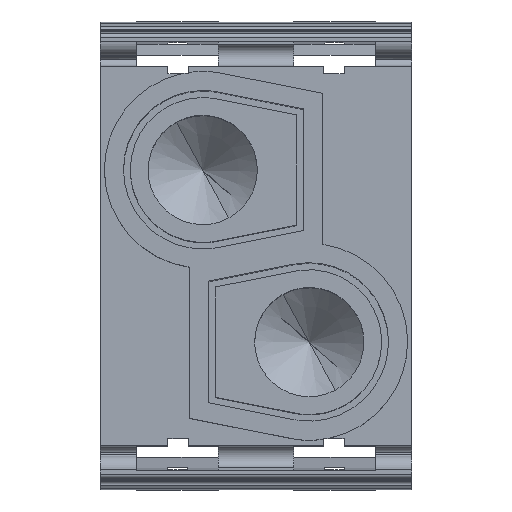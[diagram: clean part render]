
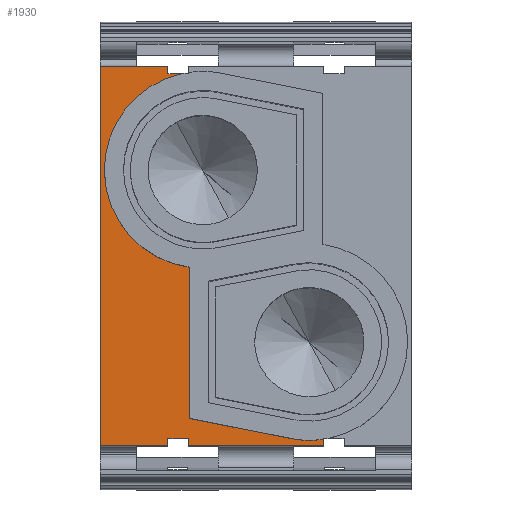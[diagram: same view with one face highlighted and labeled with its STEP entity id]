
A CAD part, top view. The second image highlights one B-rep face of the part: STEP entity #1930.
In plain terms, the highlighted planar face has unit normal (0, 0, 1).
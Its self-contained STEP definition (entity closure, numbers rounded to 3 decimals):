
#1824=AXIS2_PLACEMENT_3D('Plane Axis2P3D',#1821,#1822,#1823) ;
#1882=AXIS2_PLACEMENT_3D('Circle Axis2P3D',#1880,#1881,$) ;
#1889=AXIS2_PLACEMENT_3D('Circle Axis2P3D',#1887,#1888,$) ;
#1910=AXIS2_PLACEMENT_3D('Circle Axis2P3D',#1908,#1909,$) ;
#42=CARTESIAN_POINT('Vertex',(0.,31.03,38.05)) ;
#616=CARTESIAN_POINT('Vertex',(0.,3.23,38.05)) ;
#619=CARTESIAN_POINT('Line Origine',(0.,17.13,38.05)) ;
#1729=CARTESIAN_POINT('Vertex',(16.35,3.707,38.05)) ;
#1732=CARTESIAN_POINT('Line Origine',(16.35,3.468,38.05)) ;
#1736=CARTESIAN_POINT('Vertex',(16.35,3.23,38.05)) ;
#1821=CARTESIAN_POINT('Axis2P3D Location',(0.,0.005,38.05)) ;
#1826=CARTESIAN_POINT('Line Origine',(5.494,30.48,38.05)) ;
#1830=CARTESIAN_POINT('Vertex',(4.95,30.48,38.05)) ;
#1832=CARTESIAN_POINT('Vertex',(6.038,30.48,38.05)) ;
#1835=CARTESIAN_POINT('Line Origine',(4.95,30.755,38.05)) ;
#1839=CARTESIAN_POINT('Vertex',(4.95,31.03,38.05)) ;
#1842=CARTESIAN_POINT('Line Origine',(2.475,31.03,38.05)) ;
#1847=CARTESIAN_POINT('Line Origine',(2.475,3.23,38.05)) ;
#1851=CARTESIAN_POINT('Vertex',(4.95,3.23,38.05)) ;
#1854=CARTESIAN_POINT('Line Origine',(4.95,3.505,38.05)) ;
#1858=CARTESIAN_POINT('Vertex',(4.95,3.78,38.05)) ;
#1861=CARTESIAN_POINT('Line Origine',(5.7,3.78,38.05)) ;
#1865=CARTESIAN_POINT('Vertex',(6.45,3.78,38.05)) ;
#1868=CARTESIAN_POINT('Line Origine',(6.45,3.505,38.05)) ;
#1872=CARTESIAN_POINT('Vertex',(6.45,3.23,38.05)) ;
#1875=CARTESIAN_POINT('Line Origine',(11.4,3.23,38.05)) ;
#1880=CARTESIAN_POINT('Axis2P3D Location',(15.3,10.833,38.05)) ;
#1884=CARTESIAN_POINT('Vertex',(15.3,3.63,38.05)) ;
#1887=CARTESIAN_POINT('Axis2P3D Location',(15.3,10.835,38.05)) ;
#1891=CARTESIAN_POINT('Vertex',(13.904,3.767,38.05)) ;
#1894=CARTESIAN_POINT('Line Origine',(10.202,4.498,38.05)) ;
#1898=CARTESIAN_POINT('Vertex',(6.5,5.23,38.05)) ;
#1901=CARTESIAN_POINT('Line Origine',(6.5,10.765,38.05)) ;
#1905=CARTESIAN_POINT('Vertex',(6.5,16.3,38.05)) ;
#1908=CARTESIAN_POINT('Axis2P3D Location',(7.5,23.43,38.05)) ;
#620=DIRECTION('Vector Direction',(0.,-1.,0.)) ;
#1733=DIRECTION('Vector Direction',(0.,1.,0.)) ;
#1822=DIRECTION('Axis2P3D Direction',(0.,0.,1.)) ;
#1823=DIRECTION('Axis2P3D XDirection',(1.,0.,0.)) ;
#1827=DIRECTION('Vector Direction',(-1.,0.,0.)) ;
#1836=DIRECTION('Vector Direction',(0.,-1.,0.)) ;
#1843=DIRECTION('Vector Direction',(-1.,0.,0.)) ;
#1848=DIRECTION('Vector Direction',(1.,0.,0.)) ;
#1855=DIRECTION('Vector Direction',(0.,1.,0.)) ;
#1862=DIRECTION('Vector Direction',(-1.,0.,0.)) ;
#1869=DIRECTION('Vector Direction',(0.,1.,0.)) ;
#1876=DIRECTION('Vector Direction',(1.,0.,0.)) ;
#1881=DIRECTION('Axis2P3D Direction',(0.,0.,1.)) ;
#1888=DIRECTION('Axis2P3D Direction',(0.,0.,1.)) ;
#1895=DIRECTION('Vector Direction',(0.981,-0.194,0.)) ;
#1902=DIRECTION('Vector Direction',(0.,-1.,0.)) ;
#1909=DIRECTION('Axis2P3D Direction',(0.,0.,1.)) ;
#621=VECTOR('Line Direction',#620,1.) ;
#1734=VECTOR('Line Direction',#1733,1.) ;
#1828=VECTOR('Line Direction',#1827,1.) ;
#1837=VECTOR('Line Direction',#1836,1.) ;
#1844=VECTOR('Line Direction',#1843,1.) ;
#1849=VECTOR('Line Direction',#1848,1.) ;
#1856=VECTOR('Line Direction',#1855,1.) ;
#1863=VECTOR('Line Direction',#1862,1.) ;
#1870=VECTOR('Line Direction',#1869,1.) ;
#1877=VECTOR('Line Direction',#1876,1.) ;
#1896=VECTOR('Line Direction',#1895,1.) ;
#1903=VECTOR('Line Direction',#1902,1.) ;
#1914=ORIENTED_EDGE('',*,*,#1834,.F.) ;
#1915=ORIENTED_EDGE('',*,*,#1841,.F.) ;
#1916=ORIENTED_EDGE('',*,*,#1846,.T.) ;
#1917=ORIENTED_EDGE('',*,*,#623,.T.) ;
#1918=ORIENTED_EDGE('',*,*,#1853,.T.) ;
#1919=ORIENTED_EDGE('',*,*,#1860,.F.) ;
#1920=ORIENTED_EDGE('',*,*,#1867,.F.) ;
#1921=ORIENTED_EDGE('',*,*,#1874,.F.) ;
#1922=ORIENTED_EDGE('',*,*,#1879,.T.) ;
#1923=ORIENTED_EDGE('',*,*,#1738,.F.) ;
#1924=ORIENTED_EDGE('',*,*,#1886,.T.) ;
#1925=ORIENTED_EDGE('',*,*,#1893,.T.) ;
#1926=ORIENTED_EDGE('',*,*,#1900,.T.) ;
#1927=ORIENTED_EDGE('',*,*,#1907,.T.) ;
#1928=ORIENTED_EDGE('',*,*,#1912,.T.) ;
#1930=ADVANCED_FACE('Hauptkoerper',(#1929),#1825,.T.) ;
#1883=CIRCLE('generated circle',#1882,7.203) ;
#1890=CIRCLE('generated circle',#1889,7.205) ;
#1911=CIRCLE('generated circle',#1910,7.2) ;
#623=EDGE_CURVE('',#43,#617,#622,.T.) ;
#1738=EDGE_CURVE('',#1730,#1737,#1735,.F.) ;
#1834=EDGE_CURVE('',#1831,#1833,#1829,.F.) ;
#1841=EDGE_CURVE('',#1840,#1831,#1838,.T.) ;
#1846=EDGE_CURVE('',#1840,#43,#1845,.T.) ;
#1853=EDGE_CURVE('',#617,#1852,#1850,.T.) ;
#1860=EDGE_CURVE('',#1859,#1852,#1857,.F.) ;
#1867=EDGE_CURVE('',#1866,#1859,#1864,.T.) ;
#1874=EDGE_CURVE('',#1873,#1866,#1871,.T.) ;
#1879=EDGE_CURVE('',#1873,#1737,#1878,.T.) ;
#1886=EDGE_CURVE('',#1730,#1885,#1883,.F.) ;
#1893=EDGE_CURVE('',#1885,#1892,#1890,.F.) ;
#1900=EDGE_CURVE('',#1892,#1899,#1897,.F.) ;
#1907=EDGE_CURVE('',#1899,#1906,#1904,.F.) ;
#1912=EDGE_CURVE('',#1906,#1833,#1911,.F.) ;
#1913=EDGE_LOOP('',(#1914,#1915,#1916,#1917,#1918,#1919,#1920,#1921,#1922,#1923,#1924,#1925,#1926,#1927,#1928)) ;
#1929=FACE_OUTER_BOUND('',#1913,.T.) ;
#622=LINE('Line',#619,#621) ;
#1735=LINE('Line',#1732,#1734) ;
#1829=LINE('Line',#1826,#1828) ;
#1838=LINE('Line',#1835,#1837) ;
#1845=LINE('Line',#1842,#1844) ;
#1850=LINE('Line',#1847,#1849) ;
#1857=LINE('Line',#1854,#1856) ;
#1864=LINE('Line',#1861,#1863) ;
#1871=LINE('Line',#1868,#1870) ;
#1878=LINE('Line',#1875,#1877) ;
#1897=LINE('Line',#1894,#1896) ;
#1904=LINE('Line',#1901,#1903) ;
#1825=PLANE('',#1824) ;
#43=VERTEX_POINT('',#42) ;
#617=VERTEX_POINT('',#616) ;
#1730=VERTEX_POINT('',#1729) ;
#1737=VERTEX_POINT('',#1736) ;
#1831=VERTEX_POINT('',#1830) ;
#1833=VERTEX_POINT('',#1832) ;
#1840=VERTEX_POINT('',#1839) ;
#1852=VERTEX_POINT('',#1851) ;
#1859=VERTEX_POINT('',#1858) ;
#1866=VERTEX_POINT('',#1865) ;
#1873=VERTEX_POINT('',#1872) ;
#1885=VERTEX_POINT('',#1884) ;
#1892=VERTEX_POINT('',#1891) ;
#1899=VERTEX_POINT('',#1898) ;
#1906=VERTEX_POINT('',#1905) ;
